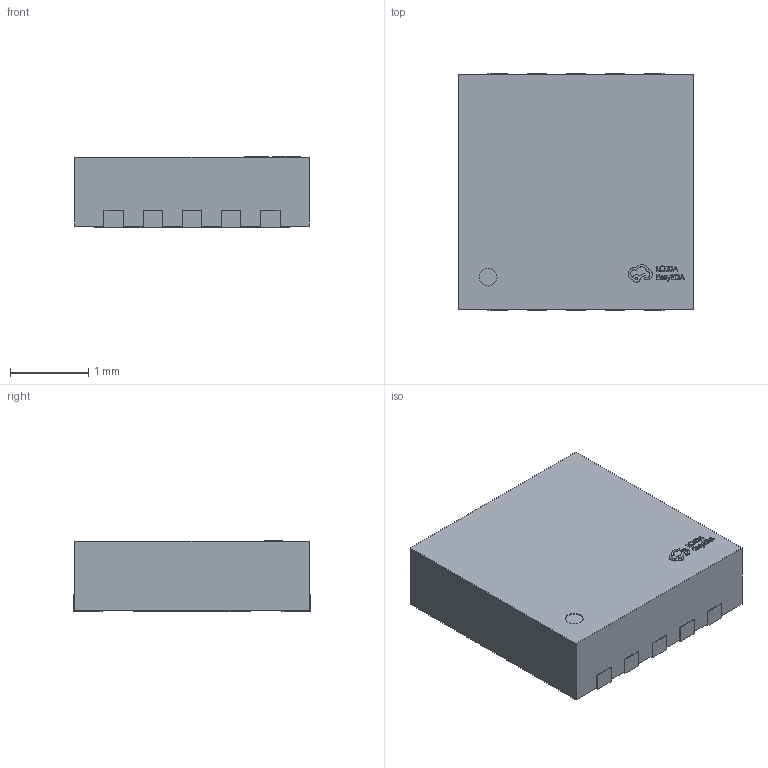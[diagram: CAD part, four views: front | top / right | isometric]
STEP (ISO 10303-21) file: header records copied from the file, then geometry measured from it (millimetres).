
FILE_DESCRIPTION (( 'STEP AP214' ), '1' );
FILE_NAME ('DFN-10_L3.0-W3.0-P0.50-BL-EP2.5.STEP', '2023-04-02T08:42:46', ( '' ), ( '' ), 'SwSTEP 2.0', 'SolidWorks 2020', '' );
FILE_SCHEMA (( 'AUTOMOTIVE_DESIGN' ));
Length unit declared in the file: millimetre
Products named in the file (1): DFN-10_L3.0-W3.0-P0.50-BL-EP2.5
Bounding box: 3 x 3.02 x 0.91 mm (x, y, z)
Volume: 8 mm3; surface area: 29.1 mm2
Topology: 1 solids, 1 shells, 299 faces, 828 edges, 552 vertices
Faces by surface type: plane 199, bspline 98, cylinder 2
Entity records: 13281 total; most frequent: CARTESIAN_POINT 2986, ORIENTED_EDGE 1656, DIRECTION 1036, EDGE_CURVE 828, VECTOR 624, LINE 624, VERTEX_POINT 552, EDGE_LOOP 320
